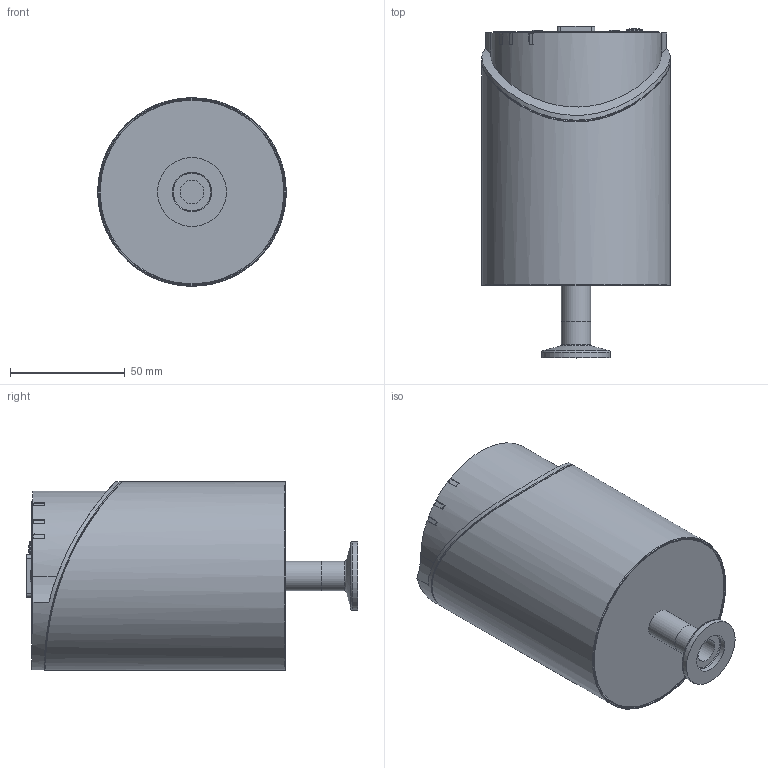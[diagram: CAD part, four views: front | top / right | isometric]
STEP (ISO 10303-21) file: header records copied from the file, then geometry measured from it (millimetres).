
FILE_DESCRIPTION(/* description */ (''),/* implementation_level */ '2;1');
FILE_NAME(/* name */ 'MCLR39x_HM_16KF.stp',/* time_stamp */ '2018-09-03T13:02:37+02:00',/* author */ ('BEM'),/* organization */ (''),/* preprocessor_version */ 'ST-DEVELOPER v17',/* originating_system */ 'Autodesk Inventor 2018',/* authorisation */ '');
FILE_SCHEMA (('AUTOMOTIVE_DESIGN { 1 0 10303 214 3 1 1 }'));
Length unit declared in the file: millimetre
Products named in the file (1): Bauteil9
Bounding box: 82 x 144.45 x 82 mm (x, y, z)
Volume: 101832.7 mm3; surface area: 98634.8 mm2
Topology: 17 solids, 17 shells, 788 faces, 2087 edges, 1378 vertices
Faces by surface type: plane 408, cylinder 244, torus 44, bspline 42, cone 38, sphere 12
Full cylindrical faces by diameter (mm): 1 x6, 1.5 x2, 1.763 x1, 2.459 x2, 2.5 x1, 2.6 x1, 3 x4, 3.2 x2, 4.2 x2, 4.5 x1, 5.4 x1, 5.7 x2, 5.8 x1, 6 x2, 6.7 x1, 7 x1, 7.2 x1, 9.6 x2, 10.2 x2, 10.6 x1, 11.5 x1, 12.7 x3, 14.7 x1, 17.2 x1, 30 x1, 68 x1, 75 x1, 78.2 x1, 80 x2, 82 x2
Entity records: 27447 total; most frequent: CARTESIAN_POINT 6727, DIRECTION 4178, ORIENTED_EDGE 4130, EDGE_CURVE 2065, AXIS2_PLACEMENT_3D 1506, VERTEX_POINT 1352, LINE 1166, VECTOR 1166
